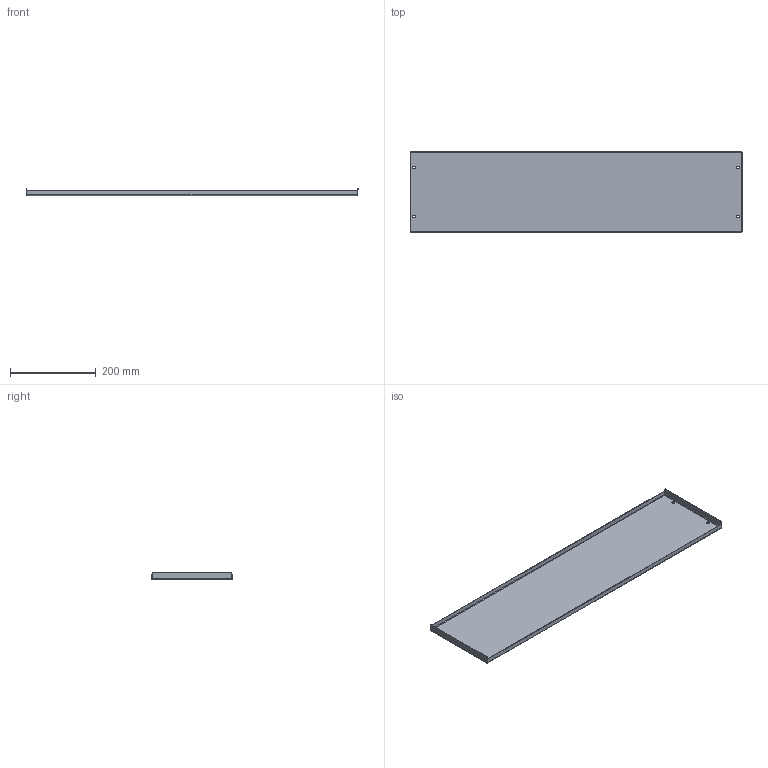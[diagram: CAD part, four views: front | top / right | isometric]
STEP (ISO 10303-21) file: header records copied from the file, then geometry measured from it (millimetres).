
FILE_DESCRIPTION (( 'STEP AP203' ), '1' );
FILE_NAME ('ÌÈ-2180.00.00.001 Ïëàíêà öîêîëÿ Ø1000 Â200.STEP', '2021-12-07T05:25:24', ( '' ), ( '' ), 'SwSTEP 2.0', 'SolidWorks 2021', '' );
FILE_SCHEMA (( 'CONFIG_CONTROL_DESIGN' ));
Length unit declared in the file: millimetre
Products named in the file (1): ÌÈ-2180.00.00.001 Ïëàíêà öîêîëÿ Ø1000 Â200
Bounding box: 776 x 190 x 18 mm (x, y, z)
Volume: 169674.5 mm3; surface area: 341470.4 mm2
Topology: 1 solids, 1 shells, 46 faces, 100 edges, 56 vertices
Faces by surface type: plane 30, cylinder 16
Entity records: 1313 total; most frequent: DIRECTION 226, CARTESIAN_POINT 203, ORIENTED_EDGE 200, EDGE_CURVE 100, AXIS2_PLACEMENT_3D 79, VECTOR 68, LINE 68, VERTEX_POINT 56
